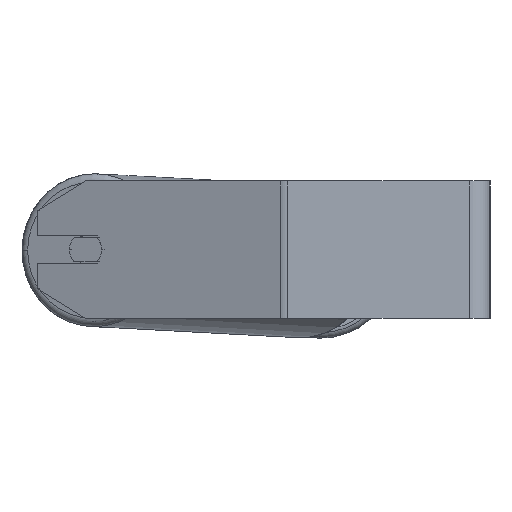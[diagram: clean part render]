
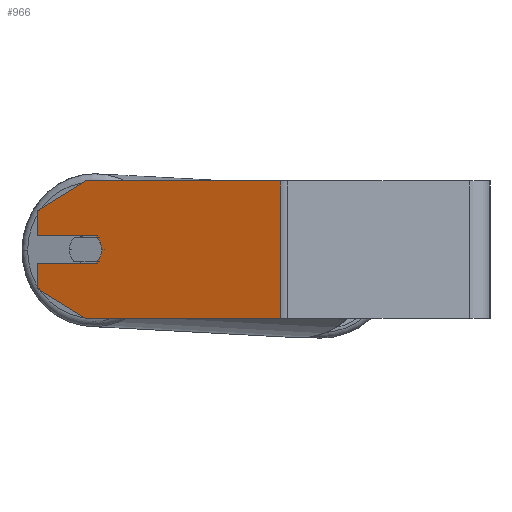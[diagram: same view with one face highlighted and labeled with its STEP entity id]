
A CAD part, left-side view. The second image highlights one B-rep face of the part: STEP entity #966.
In plain terms, the highlighted planar face has unit normal (-0.94, 0.342, 0).
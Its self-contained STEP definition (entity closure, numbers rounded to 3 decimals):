
#16 = EDGE_LOOP ( 'NONE', ( #8529, #396, #8480, #3758, #5274, #7932, #3024, #8461, #320, #1683, #5720 ) ) ;
#320 = ORIENTED_EDGE ( 'NONE', *, *, #7068, .T. ) ;
#396 = ORIENTED_EDGE ( 'NONE', *, *, #3581, .F. ) ;
#450 = VECTOR ( 'NONE', #1591, 1000. ) ;
#507 = DIRECTION ( 'NONE',  ( 0.342, 0.94, 0. ) ) ;
#544 = CARTESIAN_POINT ( 'NONE',  ( -604.276, 121.859, 40. ) ) ;
#627 = VECTOR ( 'NONE', #6585, 1000. ) ;
#840 = VECTOR ( 'NONE', #8069, 1000. ) ;
#894 = CARTESIAN_POINT ( 'NONE',  ( -604.276, 121.859, -40. ) ) ;
#898 = EDGE_CURVE ( 'NONE', #4120, #8112, #3305, .T. ) ;
#966 = ADVANCED_FACE ( 'NONE', ( #8158 ), #2103, .F. ) ;
#1203 = LINE ( 'NONE', #2567, #627 ) ;
#1350 = CARTESIAN_POINT ( 'NONE',  ( -552.726, 263.492, 40. ) ) ;
#1387 = EDGE_CURVE ( 'NONE', #6134, #3824, #3585, .T. ) ;
#1591 = DIRECTION ( 'NONE',  ( -0.342, -0.94, 0. ) ) ;
#1624 = CARTESIAN_POINT ( 'NONE',  ( -565.039, 229.663, -8. ) ) ;
#1683 = ORIENTED_EDGE ( 'NONE', *, *, #2461, .F. ) ;
#1744 = LINE ( 'NONE', #4440, #3049 ) ;
#1874 = LINE ( 'NONE', #544, #6568 ) ;
#1929 = EDGE_CURVE ( 'NONE', #4249, #8478, #3686, .T. ) ;
#2103 = PLANE ( 'NONE',  #2971 ) ;
#2461 = EDGE_CURVE ( 'NONE', #8478, #3540, #7933, .T. ) ;
#2465 = DIRECTION ( 'NONE',  ( -0.342, -0.94, 0. ) ) ;
#2567 = CARTESIAN_POINT ( 'NONE',  ( -552.726, 263.492, 22.679 ) ) ;
#2621 = CARTESIAN_POINT ( 'NONE',  ( -562.987, 235.301, 40. ) ) ;
#2702 = CARTESIAN_POINT ( 'NONE',  ( -552.726, 263.492, 40. ) ) ;
#2741 = AXIS2_PLACEMENT_3D ( 'NONE', #7786, #5826, #3886 ) ;
#2971 = AXIS2_PLACEMENT_3D ( 'NONE', #4042, #3384, #6064 ) ;
#3024 = ORIENTED_EDGE ( 'NONE', *, *, #898, .F. ) ;
#3049 = VECTOR ( 'NONE', #8599, 1000. ) ;
#3179 = EDGE_CURVE ( 'NONE', #7593, #3901, #3534, .T. ) ;
#3242 = VERTEX_POINT ( 'NONE', #7164 ) ;
#3305 = LINE ( 'NONE', #1350, #840 ) ;
#3384 = DIRECTION ( 'NONE',  ( 0.94, -0.342, 0. ) ) ;
#3531 = DIRECTION ( 'NONE',  ( 0., 0., -1. ) ) ;
#3534 = LINE ( 'NONE', #7652, #450 ) ;
#3540 = VERTEX_POINT ( 'NONE', #6172 ) ;
#3581 = EDGE_CURVE ( 'NONE', #6134, #6147, #7151, .T. ) ;
#3585 = LINE ( 'NONE', #2702, #4097 ) ;
#3589 = CARTESIAN_POINT ( 'NONE',  ( -566.407, 225.904, 0. ) ) ;
#3686 = CIRCLE ( 'NONE', #8342, 10. ) ;
#3758 = ORIENTED_EDGE ( 'NONE', *, *, #8081, .T. ) ;
#3824 = VERTEX_POINT ( 'NONE', #8569 ) ;
#3886 = DIRECTION ( 'NONE',  ( -0.342, -0.94, 0. ) ) ;
#3901 = VERTEX_POINT ( 'NONE', #894 ) ;
#3904 = CARTESIAN_POINT ( 'NONE',  ( -565.039, 229.663, 8. ) ) ;
#4042 = CARTESIAN_POINT ( 'NONE',  ( -552.726, 263.492, 40. ) ) ;
#4097 = VECTOR ( 'NONE', #4738, 1000. ) ;
#4120 = VERTEX_POINT ( 'NONE', #2621 ) ;
#4195 = LINE ( 'NONE', #8761, #6557 ) ;
#4249 = VERTEX_POINT ( 'NONE', #3589 ) ;
#4289 = CIRCLE ( 'NONE', #2741, 10. ) ;
#4414 = EDGE_CURVE ( 'NONE', #6147, #4249, #4289, .T. ) ;
#4440 = CARTESIAN_POINT ( 'NONE',  ( -562.987, 235.301, -40. ) ) ;
#4738 = DIRECTION ( 'NONE',  ( 0., 0., -1. ) ) ;
#5023 = DIRECTION ( 'NONE',  ( -0.342, -0.94, 0. ) ) ;
#5274 = ORIENTED_EDGE ( 'NONE', *, *, #3179, .T. ) ;
#5595 = CARTESIAN_POINT ( 'NONE',  ( -562.987, 235.301, 0. ) ) ;
#5720 = ORIENTED_EDGE ( 'NONE', *, *, #1929, .F. ) ;
#5754 = DIRECTION ( 'NONE',  ( 0., 0., -1. ) ) ;
#5826 = DIRECTION ( 'NONE',  ( -0.94, 0.342, 0. ) ) ;
#6031 = CARTESIAN_POINT ( 'NONE',  ( -552.726, 263.492, -8. ) ) ;
#6064 = DIRECTION ( 'NONE',  ( 0.342, 0.94, 0. ) ) ;
#6134 = VERTEX_POINT ( 'NONE', #6031 ) ;
#6147 = VERTEX_POINT ( 'NONE', #7774 ) ;
#6172 = CARTESIAN_POINT ( 'NONE',  ( -552.726, 263.492, 8. ) ) ;
#6460 = CARTESIAN_POINT ( 'NONE',  ( -604.276, 121.859, 40. ) ) ;
#6557 = VECTOR ( 'NONE', #3531, 1000. ) ;
#6568 = VECTOR ( 'NONE', #5754, 1000. ) ;
#6585 = DIRECTION ( 'NONE',  ( 0.296, 0.814, -0.5 ) ) ;
#7050 = EDGE_CURVE ( 'NONE', #4120, #3242, #1203, .T. ) ;
#7068 = EDGE_CURVE ( 'NONE', #3242, #3540, #4195, .T. ) ;
#7098 = CARTESIAN_POINT ( 'NONE',  ( -562.987, 235.301, -40. ) ) ;
#7151 = LINE ( 'NONE', #1624, #8231 ) ;
#7164 = CARTESIAN_POINT ( 'NONE',  ( -552.726, 263.492, 22.679 ) ) ;
#7225 = VECTOR ( 'NONE', #507, 1000. ) ;
#7593 = VERTEX_POINT ( 'NONE', #7098 ) ;
#7652 = CARTESIAN_POINT ( 'NONE',  ( -552.726, 263.492, -40. ) ) ;
#7774 = CARTESIAN_POINT ( 'NONE',  ( -565.039, 229.663, -8. ) ) ;
#7786 = CARTESIAN_POINT ( 'NONE',  ( -562.987, 235.301, 0. ) ) ;
#7932 = ORIENTED_EDGE ( 'NONE', *, *, #8195, .F. ) ;
#7933 = LINE ( 'NONE', #3904, #7225 ) ;
#8037 = CARTESIAN_POINT ( 'NONE',  ( -565.039, 229.663, 8. ) ) ;
#8069 = DIRECTION ( 'NONE',  ( -0.342, -0.94, 0. ) ) ;
#8081 = EDGE_CURVE ( 'NONE', #3824, #7593, #1744, .T. ) ;
#8112 = VERTEX_POINT ( 'NONE', #6460 ) ;
#8158 = FACE_OUTER_BOUND ( 'NONE', #16, .T. ) ;
#8195 = EDGE_CURVE ( 'NONE', #8112, #3901, #1874, .T. ) ;
#8231 = VECTOR ( 'NONE', #2465, 1000. ) ;
#8341 = DIRECTION ( 'NONE',  ( -0.94, 0.342, 0. ) ) ;
#8342 = AXIS2_PLACEMENT_3D ( 'NONE', #5595, #8341, #5023 ) ;
#8461 = ORIENTED_EDGE ( 'NONE', *, *, #7050, .T. ) ;
#8478 = VERTEX_POINT ( 'NONE', #8037 ) ;
#8480 = ORIENTED_EDGE ( 'NONE', *, *, #1387, .T. ) ;
#8529 = ORIENTED_EDGE ( 'NONE', *, *, #4414, .F. ) ;
#8569 = CARTESIAN_POINT ( 'NONE',  ( -552.726, 263.492, -22.679 ) ) ;
#8599 = DIRECTION ( 'NONE',  ( -0.296, -0.814, -0.5 ) ) ;
#8761 = CARTESIAN_POINT ( 'NONE',  ( -552.726, 263.492, 40. ) ) ;
